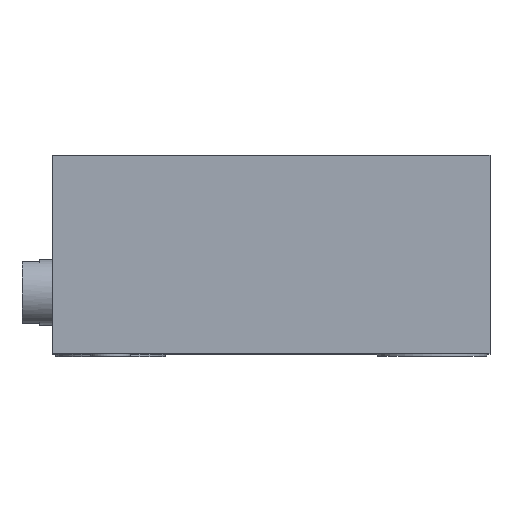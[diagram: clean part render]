
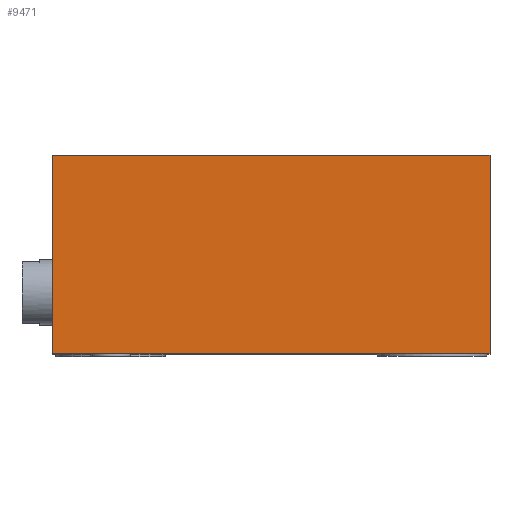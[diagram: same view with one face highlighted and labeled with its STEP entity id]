
A CAD part, top view. The second image highlights one B-rep face of the part: STEP entity #9471.
In plain terms, the highlighted planar face has unit normal (0, 0, 1).
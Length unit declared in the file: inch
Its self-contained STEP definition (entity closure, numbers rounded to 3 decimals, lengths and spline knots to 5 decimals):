
#6=DIRECTION('',(1.,0.,0.));
#7=VECTOR('',#6,0.5);
#8=CARTESIAN_POINT('',(-0.25,0.,0.25));
#9=LINE('',#8,#7);
#82=DIRECTION('',(0.,1.,0.));
#83=VECTOR('',#82,0.227);
#84=CARTESIAN_POINT('',(0.25,0.,0.25));
#85=LINE('',#84,#83);
#86=DIRECTION('',(0.,1.,0.));
#87=VECTOR('',#86,0.227);
#88=CARTESIAN_POINT('',(-0.25,0.,0.25));
#89=LINE('',#88,#87);
#102=DIRECTION('',(1.,0.,0.));
#103=VECTOR('',#102,0.5);
#104=CARTESIAN_POINT('',(-0.25,0.227,0.25));
#105=LINE('',#104,#103);
#7059=CARTESIAN_POINT('',(-0.25,0.,0.25));
#7061=VERTEX_POINT('',#7059);
#7062=CARTESIAN_POINT('',(0.25,0.,0.25));
#7063=VERTEX_POINT('',#7062);
#7067=CARTESIAN_POINT('',(-0.25,0.227,0.25));
#7069=VERTEX_POINT('',#7067);
#7070=CARTESIAN_POINT('',(0.25,0.227,0.25));
#7071=VERTEX_POINT('',#7070);
#9459=CARTESIAN_POINT('',(-0.25,0.,0.25));
#9460=DIRECTION('',(0.,0.,1.));
#9461=DIRECTION('',(1.,0.,0.));
#9462=AXIS2_PLACEMENT_3D('',#9459,#9460,#9461);
#9463=PLANE('',#9462);
#9464=ORIENTED_EDGE('',*,*,#9373,.F.);
#9465=ORIENTED_EDGE('',*,*,#9410,.T.);
#9467=ORIENTED_EDGE('',*,*,#9466,.T.);
#9468=ORIENTED_EDGE('',*,*,#9451,.F.);
#9469=EDGE_LOOP('',(#9464,#9465,#9467,#9468));
#9470=FACE_OUTER_BOUND('',#9469,.F.);
#9471=ADVANCED_FACE('',(#9470),#9463,.T.);
#9373=EDGE_CURVE('',#7061,#7063,#9,.T.);
#9410=EDGE_CURVE('',#7061,#7069,#89,.T.);
#9451=EDGE_CURVE('',#7063,#7071,#85,.T.);
#9466=EDGE_CURVE('',#7069,#7071,#105,.T.);
